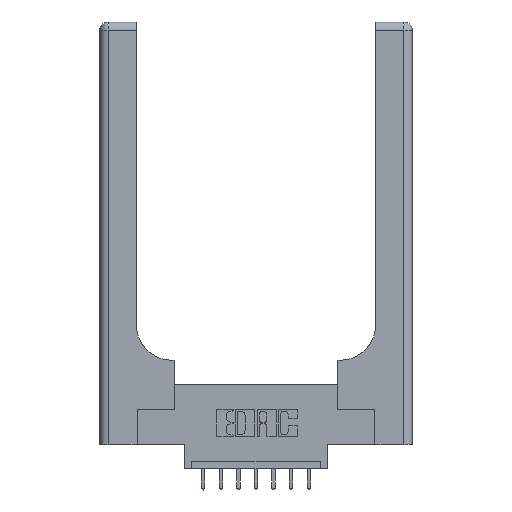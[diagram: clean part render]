
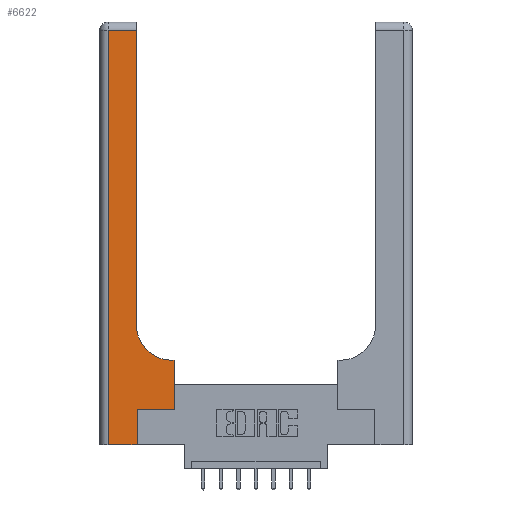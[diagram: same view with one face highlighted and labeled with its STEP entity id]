
A CAD part, top view. The second image highlights one B-rep face of the part: STEP entity #6622.
In plain terms, the highlighted planar face has unit normal (0, 0, 1).
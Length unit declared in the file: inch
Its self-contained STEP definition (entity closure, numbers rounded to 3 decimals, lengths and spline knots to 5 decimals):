
#106 = CARTESIAN_POINT ( 'NONE',  ( 0.06, 3., 0.37 ) ) ;
#178 = DIRECTION ( 'NONE',  ( 0., -1., 0. ) ) ;
#322 = LINE ( 'NONE', #10838, #6308 ) ;
#342 = CARTESIAN_POINT ( 'NONE',  ( 0.26, 0.85, 0.37 ) ) ;
#664 = DIRECTION ( 'NONE',  ( 0., 1., 0. ) ) ;
#892 = LINE ( 'NONE', #9907, #4844 ) ;
#1081 = LINE ( 'NONE', #11159, #1952 ) ;
#1931 = VERTEX_POINT ( 'NONE', #342 ) ;
#1952 = VECTOR ( 'NONE', #10270, 39.37008 ) ;
#2597 = DIRECTION ( 'NONE',  ( 1., 0., 0. ) ) ;
#2706 = FACE_OUTER_BOUND ( 'NONE', #12129, .T. ) ;
#2722 = DIRECTION ( 'NONE',  ( -1., 0., 0. ) ) ;
#3131 = VERTEX_POINT ( 'NONE', #12130 ) ;
#3211 = VECTOR ( 'NONE', #178, 39.37008 ) ;
#3800 = LINE ( 'NONE', #13127, #14685 ) ;
#3877 = CARTESIAN_POINT ( 'NONE',  ( 0.528, 0.25, 0.37 ) ) ;
#3919 = DIRECTION ( 'NONE',  ( 0., 0., -1. ) ) ;
#3970 = VERTEX_POINT ( 'NONE', #11545 ) ;
#4351 = VERTEX_POINT ( 'NONE', #4913 ) ;
#4830 = ORIENTED_EDGE ( 'NONE', *, *, #8499, .T. ) ;
#4844 = VECTOR ( 'NONE', #664, 39.37008 ) ;
#4901 = AXIS2_PLACEMENT_3D ( 'NONE', #10337, #7992, #10271 ) ;
#4913 = CARTESIAN_POINT ( 'NONE',  ( 0.265, 0.25, 0.37 ) ) ;
#4964 = CARTESIAN_POINT ( 'NONE',  ( 0., 3., 0.37 ) ) ;
#5312 = CARTESIAN_POINT ( 'NONE',  ( 0.265, 0., 0.37 ) ) ;
#5395 = VERTEX_POINT ( 'NONE', #12983 ) ;
#5479 = LINE ( 'NONE', #5312, #6749 ) ;
#5645 = CARTESIAN_POINT ( 'NONE',  ( 0.265, 0., 0.37 ) ) ;
#5706 = ORIENTED_EDGE ( 'NONE', *, *, #13523, .T. ) ;
#5762 = VECTOR ( 'NONE', #8911, 39.37008 ) ;
#6308 = VECTOR ( 'NONE', #2722, 39.37008 ) ;
#6390 = AXIS2_PLACEMENT_3D ( 'NONE', #4964, #3919, #14340 ) ;
#6622 = ADVANCED_FACE ( 'NONE', ( #2706 ), #9779, .F. ) ;
#6749 = VECTOR ( 'NONE', #14479, 39.37008 ) ;
#6977 = ORIENTED_EDGE ( 'NONE', *, *, #8268, .T. ) ;
#7182 = EDGE_CURVE ( 'NONE', #4351, #9837, #1081, .T. ) ;
#7312 = CARTESIAN_POINT ( 'NONE',  ( 0.06, 2.94, 0.37 ) ) ;
#7317 = DIRECTION ( 'NONE',  ( -1., 0., 0. ) ) ;
#7992 = DIRECTION ( 'NONE',  ( 0., 0., -1. ) ) ;
#8196 = ORIENTED_EDGE ( 'NONE', *, *, #9401, .T. ) ;
#8268 = EDGE_CURVE ( 'NONE', #9837, #9218, #892, .T. ) ;
#8278 = EDGE_CURVE ( 'NONE', #10485, #4351, #5479, .T. ) ;
#8499 = EDGE_CURVE ( 'NONE', #5395, #10485, #3800, .T. ) ;
#8600 = ORIENTED_EDGE ( 'NONE', *, *, #8864, .T. ) ;
#8864 = EDGE_CURVE ( 'NONE', #3970, #12393, #322, .T. ) ;
#8911 = DIRECTION ( 'NONE',  ( 0., 1., 0. ) ) ;
#8939 = CARTESIAN_POINT ( 'NONE',  ( 0.528, 0.6, 0.37 ) ) ;
#9218 = VERTEX_POINT ( 'NONE', #8939 ) ;
#9401 = EDGE_CURVE ( 'NONE', #1931, #3970, #13432, .T. ) ;
#9779 = PLANE ( 'NONE',  #6390 ) ;
#9837 = VERTEX_POINT ( 'NONE', #3877 ) ;
#9907 = CARTESIAN_POINT ( 'NONE',  ( 0.528, 0.25, 0.37 ) ) ;
#10270 = DIRECTION ( 'NONE',  ( 1., 0., 0. ) ) ;
#10271 = DIRECTION ( 'NONE',  ( 1., 0., 0. ) ) ;
#10337 = CARTESIAN_POINT ( 'NONE',  ( 0.51, 0.85, 0.37 ) ) ;
#10442 = EDGE_CURVE ( 'NONE', #12393, #5395, #11280, .T. ) ;
#10485 = VERTEX_POINT ( 'NONE', #5645 ) ;
#10718 = CARTESIAN_POINT ( 'NONE',  ( 0.26, 0.6, 0.37 ) ) ;
#10838 = CARTESIAN_POINT ( 'NONE',  ( 0., 2.94, 0.37 ) ) ;
#10912 = ORIENTED_EDGE ( 'NONE', *, *, #11182, .T. ) ;
#11159 = CARTESIAN_POINT ( 'NONE',  ( 0.265, 0.25, 0.37 ) ) ;
#11182 = EDGE_CURVE ( 'NONE', #3131, #1931, #14254, .T. ) ;
#11280 = LINE ( 'NONE', #106, #3211 ) ;
#11545 = CARTESIAN_POINT ( 'NONE',  ( 0.26, 2.94, 0.37 ) ) ;
#12129 = EDGE_LOOP ( 'NONE', ( #8196, #8600, #12605, #4830, #14571, #13539, #6977, #5706, #10912 ) ) ;
#12130 = CARTESIAN_POINT ( 'NONE',  ( 0.51, 0.6, 0.37 ) ) ;
#12393 = VERTEX_POINT ( 'NONE', #7312 ) ;
#12605 = ORIENTED_EDGE ( 'NONE', *, *, #10442, .T. ) ;
#12983 = CARTESIAN_POINT ( 'NONE',  ( 0.06, 0., 0.37 ) ) ;
#13127 = CARTESIAN_POINT ( 'NONE',  ( 0., 0., 0.37 ) ) ;
#13267 = LINE ( 'NONE', #10718, #13587 ) ;
#13432 = LINE ( 'NONE', #14771, #5762 ) ;
#13523 = EDGE_CURVE ( 'NONE', #9218, #3131, #13267, .T. ) ;
#13539 = ORIENTED_EDGE ( 'NONE', *, *, #7182, .T. ) ;
#13587 = VECTOR ( 'NONE', #7317, 39.37008 ) ;
#14254 = CIRCLE ( 'NONE', #4901, 0.25 ) ;
#14340 = DIRECTION ( 'NONE',  ( -1., 0., 0. ) ) ;
#14479 = DIRECTION ( 'NONE',  ( 0., 1., 0. ) ) ;
#14571 = ORIENTED_EDGE ( 'NONE', *, *, #8278, .T. ) ;
#14685 = VECTOR ( 'NONE', #2597, 39.37008 ) ;
#14771 = CARTESIAN_POINT ( 'NONE',  ( 0.26, 3., 0.37 ) ) ;
